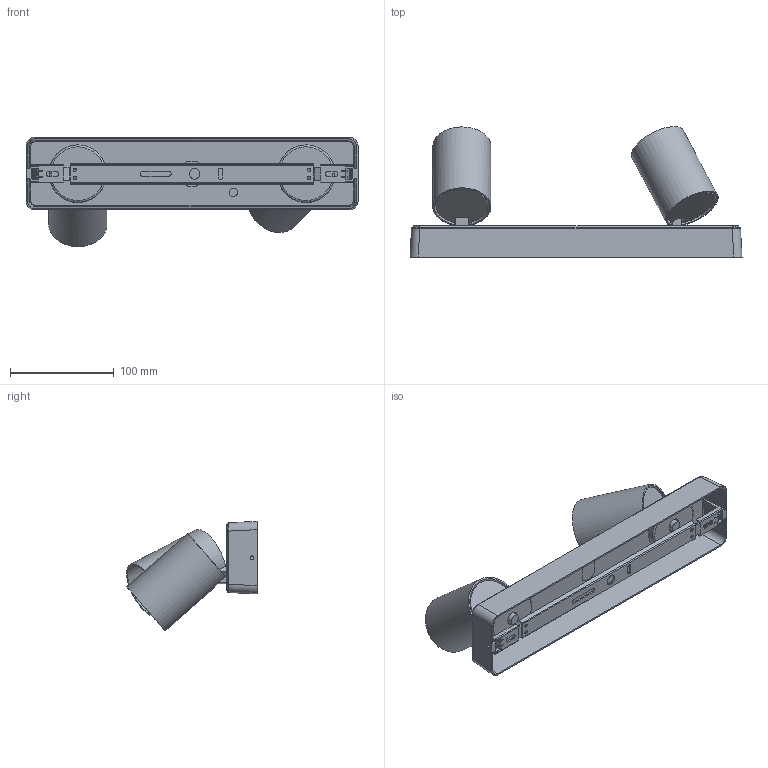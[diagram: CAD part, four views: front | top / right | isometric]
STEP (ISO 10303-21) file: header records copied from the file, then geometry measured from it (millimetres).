
FILE_DESCRIPTION(/* description */ (''),/* implementation_level */ '2;1');
FILE_NAME(/* name */ '3002A.step',/* time_stamp */ '2020-07-27T15:44:30+08:00',/* author */ (''),/* organization */ (''),/* preprocessor_version */ 'ST-DEVELOPER v16',/* originating_system */ 'SIEMENS PLM Software NX 10.0',/* authorisation */ '');
FILE_SCHEMA (('AUTOMOTIVE_DESIGN { 1 0 10303 214 3 1 1 1 }'));
Length unit declared in the file: millimetre
Products named in the file (6): 边卡; 320工字挂板; 灯杯（特殊）; 302支架（特殊）; 300灯罩（特殊）; 3002A
Assembly tree (9 placements, depth 2):
  3002A
    300灯罩（特殊）  x2
    302支架（特殊）  x2
    灯杯（特殊）  x2
    320工字挂板
    边卡  x2
Bounding box: 320 x 126.09 x 105.35 mm (x, y, z)
Volume: 216714.9 mm3; surface area: 188905.5 mm2
Topology: 10 solids, 10 shells, 316 faces, 818 edges, 539 vertices
Faces by surface type: plane 189, cylinder 87, bspline 18, torus 14, cone 8
Full cylindrical faces by diameter (mm): 3.2 x8, 4 x6, 10 x2, 10.2 x1, 40 x2, 50 x2, 53 x4, 56 x2
Entity records: 8845 total; most frequent: CARTESIAN_POINT 3543, ORIENTED_EDGE 1096, DIRECTION 957, EDGE_CURVE 548, VERTEX_POINT 365, AXIS2_PLACEMENT_3D 350, EDGE_LOOP 285, LINE 257
